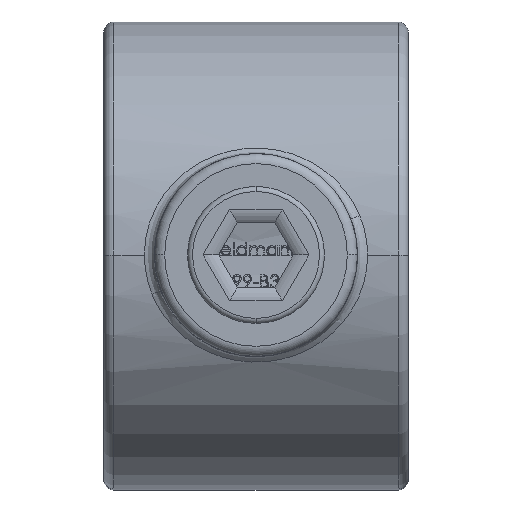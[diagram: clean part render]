
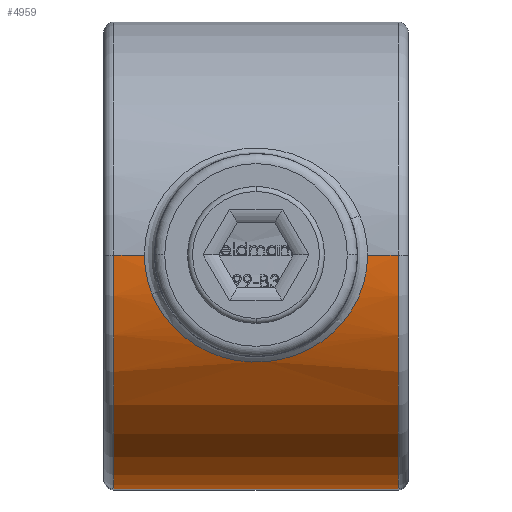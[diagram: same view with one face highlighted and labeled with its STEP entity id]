
A CAD part, top view. The second image highlights one B-rep face of the part: STEP entity #4959.
In plain terms, the highlighted cylindrical face has radius 23 mm (diameter 46 mm), a partial arc.
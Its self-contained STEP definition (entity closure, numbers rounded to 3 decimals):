
#413 = DIRECTION ( 'NONE',  ( -1., 0., 0. ) ) ;
#418 = ORIENTED_EDGE ( 'NONE', *, *, #12405, .T. ) ;
#428 = CARTESIAN_POINT ( 'NONE',  ( -10.918, 21.676, 22.964 ) ) ;
#469 = LINE ( 'NONE', #11258, #2054 ) ;
#562 = CARTESIAN_POINT ( 'NONE',  ( -10.679, 20.39, 22.861 ) ) ;
#569 = CARTESIAN_POINT ( 'NONE',  ( 9.786, 18.175, 22.49 ) ) ;
#614 = CARTESIAN_POINT ( 'NONE',  ( 3.195, 12.895, 20.662 ) ) ;
#655 = CARTESIAN_POINT ( 'NONE',  ( 0.718, 12.476, 20.451 ) ) ;
#665 = EDGE_CURVE ( 'NONE', #12608, #10800, #4401, .T. ) ;
#814 = EDGE_CURVE ( 'NONE', #1890, #8654, #469, .T. ) ;
#923 = CARTESIAN_POINT ( 'NONE',  ( -4.795, 13.494, 20.946 ) ) ;
#990 = VERTEX_POINT ( 'NONE', #10030 ) ;
#1030 = ORIENTED_EDGE ( 'NONE', *, *, #665, .T. ) ;
#1106 = ORIENTED_EDGE ( 'NONE', *, *, #814, .F. ) ;
#1460 = AXIS2_PLACEMENT_3D ( 'NONE', #9779, #12783, #6873 ) ;
#1520 = CARTESIAN_POINT ( 'NONE',  ( 14., 0., 0. ) ) ;
#1644 = CARTESIAN_POINT ( 'NONE',  ( 8.775, 16.615, 22.101 ) ) ;
#1852 = CARTESIAN_POINT ( 'NONE',  ( -4.225, 13.248, 20.832 ) ) ;
#1890 = VERTEX_POINT ( 'NONE', #1520 ) ;
#1915 = DIRECTION ( 'NONE',  ( 0., 0., 1. ) ) ;
#1999 = B_SPLINE_CURVE_WITH_KNOTS ( 'NONE', 3,
 ( #8294, #9349, #562, #12488, #428, #8462, #3365, #12565 ),
 .UNSPECIFIED., .F., .F.,
 ( 4, 2, 2, 4 ),
 ( 0.064, 0.066, 0.067, 0.068 ),
 .UNSPECIFIED. ) ;
#2054 = VECTOR ( 'NONE', #10139, 1000. ) ;
#2635 = CARTESIAN_POINT ( 'NONE',  ( 7.503, 15.268, 21.665 ) ) ;
#2717 = CARTESIAN_POINT ( 'NONE',  ( 10.191, 19.019, 22.655 ) ) ;
#2897 = CARTESIAN_POINT ( 'NONE',  ( -14., 23., 23. ) ) ;
#2925 = CARTESIAN_POINT ( 'NONE',  ( -6.66, 14.605, 21.414 ) ) ;
#3365 = CARTESIAN_POINT ( 'NONE',  ( -11., 22.668, 23. ) ) ;
#3473 = CARTESIAN_POINT ( 'NONE',  ( 14., 23., 23. ) ) ;
#3678 = CARTESIAN_POINT ( 'NONE',  ( 10.53, 19.89, 22.796 ) ) ;
#3725 = CARTESIAN_POINT ( 'NONE',  ( 10.064, 18.734, 22.603 ) ) ;
#3766 = CARTESIAN_POINT ( 'NONE',  ( -6.409, 14.427, 21.343 ) ) ;
#3808 = CARTESIAN_POINT ( 'NONE',  ( -2.11, 12.65, 20.54 ) ) ;
#4320 = B_SPLINE_CURVE_WITH_KNOTS ( 'NONE', 3,
 ( #12625, #10641, #11670, #12801, #3678, #2717, #3725, #569, #5628, #7728, #1644, #12668, #2635, #7603, #9619, #4615, #6619, #614, #9665, #10687, #11714, #655, #7812, #6803, #8953, #3808, #11969, #10834, #10871, #1852, #923, #5878, #7850, #3766, #2925, #5798, #8915, #10955, #11887, #4918, #4790, #8870 ),
 .UNSPECIFIED., .F., .F.,
 ( 4, 2, 2, 2, 2, 2, 2, 2, 2, 2, 2, 2, 2, 2, 2, 2, 2, 2, 2, 2, 4 ),
 ( 0.034, 0.036, 0.038, 0.039, 0.04, 0.042, 0.044, 0.046, 0.047, 0.049, 0.05, 0.051, 0.053, 0.054, 0.055, 0.057, 0.058, 0.059, 0.061, 0.063, 0.064 ),
 .UNSPECIFIED. ) ;
#4349 = ORIENTED_EDGE ( 'NONE', *, *, #12243, .T. ) ;
#4401 = LINE ( 'NONE', #12472, #5974 ) ;
#4443 = DIRECTION ( 'NONE',  ( -1., 0., 0. ) ) ;
#4615 = CARTESIAN_POINT ( 'NONE',  ( 4.947, 13.566, 20.979 ) ) ;
#4694 = CARTESIAN_POINT ( 'NONE',  ( -11., 23., 23. ) ) ;
#4790 = CARTESIAN_POINT ( 'NONE',  ( -10.005, 18.574, 22.578 ) ) ;
#4918 = CARTESIAN_POINT ( 'NONE',  ( -9.718, 18.025, 22.462 ) ) ;
#4959 = ADVANCED_FACE ( 'NONE', ( #5138 ), #8912, .T. ) ;
#5138 = FACE_OUTER_BOUND ( 'NONE', #10920, .T. ) ;
#5583 = CARTESIAN_POINT ( 'NONE',  ( -10.244, 19.159, 22.677 ) ) ;
#5628 = CARTESIAN_POINT ( 'NONE',  ( 9.633, 17.901, 22.429 ) ) ;
#5798 = CARTESIAN_POINT ( 'NONE',  ( -7.389, 15.168, 21.629 ) ) ;
#5878 = CARTESIAN_POINT ( 'NONE',  ( -5.62, 13.933, 21.138 ) ) ;
#5974 = VECTOR ( 'NONE', #413, 1000. ) ;
#6036 = CIRCLE ( 'NONE', #1460, 23. ) ;
#6619 = CARTESIAN_POINT ( 'NONE',  ( 4.371, 13.308, 20.859 ) ) ;
#6651 = LINE ( 'NONE', #12538, #8872 ) ;
#6803 = CARTESIAN_POINT ( 'NONE',  ( -0.548, 12.454, 20.44 ) ) ;
#6853 = DIRECTION ( 'NONE',  ( 0., 0., 1. ) ) ;
#6873 = DIRECTION ( 'NONE',  ( 0., 0., 1. ) ) ;
#6887 = EDGE_CURVE ( 'NONE', #1890, #7157, #7618, .T. ) ;
#6920 = DIRECTION ( 'NONE',  ( -1., 0., 0. ) ) ;
#7157 = VERTEX_POINT ( 'NONE', #3473 ) ;
#7282 = ORIENTED_EDGE ( 'NONE', *, *, #12827, .T. ) ;
#7603 = CARTESIAN_POINT ( 'NONE',  ( 6.54, 14.502, 21.377 ) ) ;
#7618 = CIRCLE ( 'NONE', #12121, 23. ) ;
#7728 = CARTESIAN_POINT ( 'NONE',  ( 9.143, 17.107, 22.239 ) ) ;
#7812 = CARTESIAN_POINT ( 'NONE',  ( 0.4, 12.461, 20.443 ) ) ;
#7850 = CARTESIAN_POINT ( 'NONE',  ( -5.889, 14.091, 21.205 ) ) ;
#8294 = CARTESIAN_POINT ( 'NONE',  ( -10.244, 19.159, 22.677 ) ) ;
#8462 = CARTESIAN_POINT ( 'NONE',  ( -10.983, 22.335, 22.993 ) ) ;
#8593 = EDGE_CURVE ( 'NONE', #7157, #990, #6651, .T. ) ;
#8654 = VERTEX_POINT ( 'NONE', #9544 ) ;
#8870 = CARTESIAN_POINT ( 'NONE',  ( -10.244, 19.159, 22.677 ) ) ;
#8872 = VECTOR ( 'NONE', #4443, 1000. ) ;
#8876 = DIRECTION ( 'NONE',  ( -1., 0., 0. ) ) ;
#8912 = CYLINDRICAL_SURFACE ( 'NONE', #12023, 23. ) ;
#8915 = CARTESIAN_POINT ( 'NONE',  ( -7.842, 15.583, 21.776 ) ) ;
#8953 = CARTESIAN_POINT ( 'NONE',  ( -1.176, 12.501, 20.464 ) ) ;
#8957 = CARTESIAN_POINT ( 'NONE',  ( 15., 23., 0. ) ) ;
#9024 = CARTESIAN_POINT ( 'NONE',  ( 14., 23., 0. ) ) ;
#9052 = ORIENTED_EDGE ( 'NONE', *, *, #6887, .T. ) ;
#9349 = CARTESIAN_POINT ( 'NONE',  ( -10.492, 19.766, 22.78 ) ) ;
#9544 = CARTESIAN_POINT ( 'NONE',  ( -14., 0., 0. ) ) ;
#9619 = CARTESIAN_POINT ( 'NONE',  ( 6.029, 14.162, 21.237 ) ) ;
#9665 = CARTESIAN_POINT ( 'NONE',  ( 2.592, 12.737, 20.584 ) ) ;
#9779 = CARTESIAN_POINT ( 'NONE',  ( -14., 23., 0. ) ) ;
#10030 = CARTESIAN_POINT ( 'NONE',  ( 11., 23., 23. ) ) ;
#10139 = DIRECTION ( 'NONE',  ( -1., 0., 0. ) ) ;
#10641 = CARTESIAN_POINT ( 'NONE',  ( 11., 22.371, 23. ) ) ;
#10687 = CARTESIAN_POINT ( 'NONE',  ( 1.665, 12.575, 20.502 ) ) ;
#10800 = VERTEX_POINT ( 'NONE', #2897 ) ;
#10834 = CARTESIAN_POINT ( 'NONE',  ( -3.035, 12.863, 20.646 ) ) ;
#10871 = CARTESIAN_POINT ( 'NONE',  ( -3.337, 12.95, 20.689 ) ) ;
#10920 = EDGE_LOOP ( 'NONE', ( #9052, #12308, #4349, #418, #1030, #7282, #1106 ) ) ;
#10955 = CARTESIAN_POINT ( 'NONE',  ( -8.682, 16.498, 22.067 ) ) ;
#11258 = CARTESIAN_POINT ( 'NONE',  ( 15., 0., 0. ) ) ;
#11670 = CARTESIAN_POINT ( 'NONE',  ( 10.942, 21.742, 22.974 ) ) ;
#11714 = CARTESIAN_POINT ( 'NONE',  ( 1.352, 12.534, 20.481 ) ) ;
#11887 = CARTESIAN_POINT ( 'NONE',  ( -9.057, 16.987, 22.206 ) ) ;
#11969 = CARTESIAN_POINT ( 'NONE',  ( -2.421, 12.712, 20.571 ) ) ;
#12023 = AXIS2_PLACEMENT_3D ( 'NONE', #8957, #8876, #6853 ) ;
#12121 = AXIS2_PLACEMENT_3D ( 'NONE', #9024, #6920, #1915 ) ;
#12243 = EDGE_CURVE ( 'NONE', #990, #12266, #4320, .T. ) ;
#12266 = VERTEX_POINT ( 'NONE', #5583 ) ;
#12308 = ORIENTED_EDGE ( 'NONE', *, *, #8593, .T. ) ;
#12405 = EDGE_CURVE ( 'NONE', #12266, #12608, #1999, .T. ) ;
#12472 = CARTESIAN_POINT ( 'NONE',  ( 15., 23., 23. ) ) ;
#12488 = CARTESIAN_POINT ( 'NONE',  ( -10.87, 21.352, 22.943 ) ) ;
#12538 = CARTESIAN_POINT ( 'NONE',  ( 15., 23., 23. ) ) ;
#12565 = CARTESIAN_POINT ( 'NONE',  ( -11., 23., 23. ) ) ;
#12608 = VERTEX_POINT ( 'NONE', #4694 ) ;
#12625 = CARTESIAN_POINT ( 'NONE',  ( 11., 23., 23. ) ) ;
#12668 = CARTESIAN_POINT ( 'NONE',  ( 7.957, 15.696, 21.815 ) ) ;
#12783 = DIRECTION ( 'NONE',  ( 1., 0., 0. ) ) ;
#12801 = CARTESIAN_POINT ( 'NONE',  ( 10.705, 20.491, 22.871 ) ) ;
#12827 = EDGE_CURVE ( 'NONE', #10800, #8654, #6036, .T. ) ;
